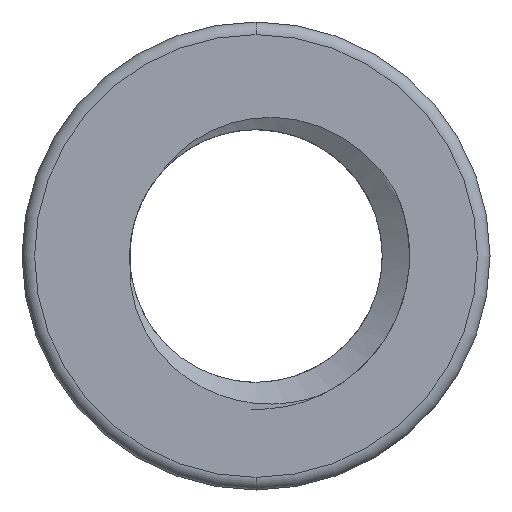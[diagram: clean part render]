
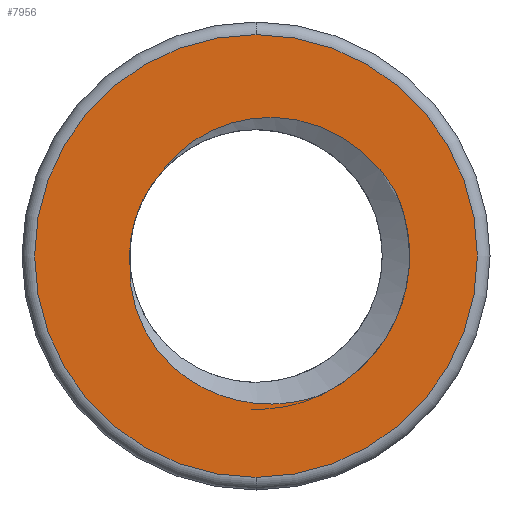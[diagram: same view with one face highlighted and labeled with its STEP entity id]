
A CAD part, front view. The second image highlights one B-rep face of the part: STEP entity #7956.
In plain terms, the highlighted planar face has unit normal (0, -1, 0).
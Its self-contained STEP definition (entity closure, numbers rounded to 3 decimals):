
#172 = CARTESIAN_POINT ( 'NONE',  ( -1.504, 0., -0.222 ) ) ;
#223 = DIRECTION ( 'NONE',  ( 0., 0., -1. ) ) ;
#304 = CARTESIAN_POINT ( 'NONE',  ( 1.644, 0., 0.791 ) ) ;
#376 = CARTESIAN_POINT ( 'NONE',  ( 0.848, 0., 1.523 ) ) ;
#402 = CARTESIAN_POINT ( 'NONE',  ( -1.006, 0., -1.308 ) ) ;
#446 = CARTESIAN_POINT ( 'NONE',  ( -0.674, 0., -1.547 ) ) ;
#466 = CARTESIAN_POINT ( 'NONE',  ( 0.175, 0., 1.653 ) ) ;
#543 = EDGE_CURVE ( 'NONE', #8605, #1269, #6856, .T. ) ;
#553 = CARTESIAN_POINT ( 'NONE',  ( 1.191, 0., -1.403 ) ) ;
#639 = CARTESIAN_POINT ( 'NONE',  ( 1.644, 0., 0.791 ) ) ;
#753 = DIRECTION ( 'NONE',  ( 0., 0., -1. ) ) ;
#863 = CARTESIAN_POINT ( 'NONE',  ( 1.3, 0., 1.213 ) ) ;
#975 = CARTESIAN_POINT ( 'NONE',  ( 0., 0., 2.63 ) ) ;
#984 = CARTESIAN_POINT ( 'NONE',  ( 0., 0., 0. ) ) ;
#1114 = CARTESIAN_POINT ( 'NONE',  ( 0.518, 0., -1.747 ) ) ;
#1157 = CARTESIAN_POINT ( 'NONE',  ( 0.776, 0., -1.652 ) ) ;
#1165 = DIRECTION ( 'NONE',  ( 0., 0., 1. ) ) ;
#1269 = VERTEX_POINT ( 'NONE', #2526 ) ;
#1353 = ORIENTED_EDGE ( 'NONE', *, *, #543, .T. ) ;
#1387 = CARTESIAN_POINT ( 'NONE',  ( 0., 0., 0. ) ) ;
#1398 = ORIENTED_EDGE ( 'NONE', *, *, #3299, .T. ) ;
#1419 = B_SPLINE_CURVE_WITH_KNOTS ( 'NONE', 3,
 ( #4231, #4272, #7017, #863, #3600, #376, #8699, #466, #5255, #8660, #7149, #6569, #3868, #5844, #2440, #1773 ),
 .UNSPECIFIED., .F., .F.,
 ( 4, 2, 2, 2, 2, 2, 2, 4 ),
 ( 0., 0., 0.001, 0.002, 0.002, 0.002, 0.003, 0.003 ),
 .UNSPECIFIED. ) ;
#1773 = CARTESIAN_POINT ( 'NONE',  ( -1.123, 0., 0.995 ) ) ;
#1832 = CARTESIAN_POINT ( 'NONE',  ( -0.164, 0., -1.732 ) ) ;
#1835 = AXIS2_PLACEMENT_3D ( 'NONE', #1387, #7574, #753 ) ;
#1880 = VERTEX_POINT ( 'NONE', #5188 ) ;
#1894 = EDGE_LOOP ( 'NONE', ( #2772, #6414, #7051, #4261 ) ) ;
#1939 = B_SPLINE_CURVE_WITH_KNOTS ( 'NONE', 3,
 ( #8793, #8753, #553, #8669, #5441, #6032, #8708, #3376, #6756, #1948, #8122, #8001, #7420, #639 ),
 .UNSPECIFIED., .F., .F.,
 ( 4, 2, 2, 2, 2, 2, 4 ),
 ( 0., 0.001, 0.001, 0.001, 0.002, 0.002, 0.003 ),
 .UNSPECIFIED. ) ;
#1948 = CARTESIAN_POINT ( 'NONE',  ( 1.823, 0., -0.144 ) ) ;
#2248 = B_SPLINE_CURVE_WITH_KNOTS ( 'NONE', 3,
 ( #6324, #172, #2465, #2506, #4475, #4520, #5873, #402, #7269, #446, #5191, #2546, #1832, #8602, #1114, #1157 ),
 .UNSPECIFIED., .F., .F.,
 ( 4, 2, 2, 2, 2, 2, 2, 4 ),
 ( 0., 0., 0.001, 0.001, 0.002, 0.002, 0.002, 0.003 ),
 .UNSPECIFIED. ) ;
#2440 = CARTESIAN_POINT ( 'NONE',  ( -1.043, 0., 1.108 ) ) ;
#2465 = CARTESIAN_POINT ( 'NONE',  ( -1.492, 0., -0.357 ) ) ;
#2506 = CARTESIAN_POINT ( 'NONE',  ( -1.435, 0., -0.622 ) ) ;
#2526 = CARTESIAN_POINT ( 'NONE',  ( 0., 0., -2.63 ) ) ;
#2546 = CARTESIAN_POINT ( 'NONE',  ( -0.297, 0., -1.701 ) ) ;
#2712 = CARTESIAN_POINT ( 'NONE',  ( -1.498, 0., -0.085 ) ) ;
#2759 = FACE_BOUND ( 'NONE', #1894, .T. ) ;
#2772 = ORIENTED_EDGE ( 'NONE', *, *, #4646, .F. ) ;
#3299 = EDGE_CURVE ( 'NONE', #1269, #8605, #3990, .T. ) ;
#3376 = CARTESIAN_POINT ( 'NONE',  ( 1.76, 0., -0.498 ) ) ;
#3550 = EDGE_CURVE ( 'NONE', #8040, #6920, #8572, .T. ) ;
#3600 = CARTESIAN_POINT ( 'NONE',  ( 1.192, 0., 1.301 ) ) ;
#3868 = CARTESIAN_POINT ( 'NONE',  ( -0.733, 0., 1.381 ) ) ;
#3990 = CIRCLE ( 'NONE', #5128, 2.63 ) ;
#4102 = DIRECTION ( 'NONE',  ( 0., -1., 0. ) ) ;
#4231 = CARTESIAN_POINT ( 'NONE',  ( 1.644, 0., 0.791 ) ) ;
#4261 = ORIENTED_EDGE ( 'NONE', *, *, #3550, .T. ) ;
#4272 = CARTESIAN_POINT ( 'NONE',  ( 1.573, 0., 0.91 ) ) ;
#4475 = CARTESIAN_POINT ( 'NONE',  ( -1.389, 0., -0.752 ) ) ;
#4520 = CARTESIAN_POINT ( 'NONE',  ( -1.265, 0., -0.992 ) ) ;
#4646 = EDGE_CURVE ( 'NONE', #5195, #6920, #1419, .T. ) ;
#4721 = DIRECTION ( 'NONE',  ( 0., 0., -1. ) ) ;
#5128 = AXIS2_PLACEMENT_3D ( 'NONE', #8297, #6374, #223 ) ;
#5153 = AXIS2_PLACEMENT_3D ( 'NONE', #6124, #4102, #4721 ) ;
#5188 = CARTESIAN_POINT ( 'NONE',  ( 0.776, 0., -1.652 ) ) ;
#5191 = CARTESIAN_POINT ( 'NONE',  ( -0.553, 0., -1.608 ) ) ;
#5195 = VERTEX_POINT ( 'NONE', #304 ) ;
#5255 = CARTESIAN_POINT ( 'NONE',  ( 0.036, 0., 1.648 ) ) ;
#5273 = AXIS2_PLACEMENT_3D ( 'NONE', #984, #8610, #1165 ) ;
#5441 = CARTESIAN_POINT ( 'NONE',  ( 1.505, 0., -1.038 ) ) ;
#5844 = CARTESIAN_POINT ( 'NONE',  ( -0.948, 0., 1.209 ) ) ;
#5873 = CARTESIAN_POINT ( 'NONE',  ( -1.187, 0., -1.106 ) ) ;
#6032 = CARTESIAN_POINT ( 'NONE',  ( 1.628, 0., -0.833 ) ) ;
#6124 = CARTESIAN_POINT ( 'NONE',  ( 0., 0., 0. ) ) ;
#6324 = CARTESIAN_POINT ( 'NONE',  ( -1.498, 0., -0.085 ) ) ;
#6374 = DIRECTION ( 'NONE',  ( 0., -1., 0. ) ) ;
#6414 = ORIENTED_EDGE ( 'NONE', *, *, #6801, .F. ) ;
#6569 = CARTESIAN_POINT ( 'NONE',  ( -0.617, 0., 1.451 ) ) ;
#6756 = CARTESIAN_POINT ( 'NONE',  ( 1.789, 0., -0.38 ) ) ;
#6801 = EDGE_CURVE ( 'NONE', #1880, #5195, #1939, .T. ) ;
#6839 = EDGE_LOOP ( 'NONE', ( #1398, #1353 ) ) ;
#6856 = CIRCLE ( 'NONE', #1835, 2.63 ) ;
#6920 = VERTEX_POINT ( 'NONE', #7139 ) ;
#7017 = CARTESIAN_POINT ( 'NONE',  ( 1.49, 0., 1.017 ) ) ;
#7051 = ORIENTED_EDGE ( 'NONE', *, *, #7672, .F. ) ;
#7139 = CARTESIAN_POINT ( 'NONE',  ( -1.123, 0., 0.995 ) ) ;
#7149 = CARTESIAN_POINT ( 'NONE',  ( -0.366, 0., 1.563 ) ) ;
#7269 = CARTESIAN_POINT ( 'NONE',  ( -0.902, 0., -1.396 ) ) ;
#7385 = FACE_OUTER_BOUND ( 'NONE', #6839, .T. ) ;
#7420 = CARTESIAN_POINT ( 'NONE',  ( 1.749, 0., 0.573 ) ) ;
#7514 = PLANE ( 'NONE',  #5153 ) ;
#7574 = DIRECTION ( 'NONE',  ( 0., -1., 0. ) ) ;
#7672 = EDGE_CURVE ( 'NONE', #8040, #1880, #2248, .T. ) ;
#7956 = ADVANCED_FACE ( 'NONE', ( #7385, #2759 ), #7514, .T. ) ;
#8001 = CARTESIAN_POINT ( 'NONE',  ( 1.809, 0., 0.339 ) ) ;
#8040 = VERTEX_POINT ( 'NONE', #2712 ) ;
#8122 = CARTESIAN_POINT ( 'NONE',  ( 1.829, 0., -0.023 ) ) ;
#8297 = CARTESIAN_POINT ( 'NONE',  ( 0., 0., 0. ) ) ;
#8572 = CIRCLE ( 'NONE', #5273, 1.5 ) ;
#8602 = CARTESIAN_POINT ( 'NONE',  ( 0.239, 0., -1.779 ) ) ;
#8605 = VERTEX_POINT ( 'NONE', #975 ) ;
#8610 = DIRECTION ( 'NONE',  ( 0., 1., 0. ) ) ;
#8660 = CARTESIAN_POINT ( 'NONE',  ( -0.233, 0., 1.602 ) ) ;
#8669 = CARTESIAN_POINT ( 'NONE',  ( 1.433, 0., -1.137 ) ) ;
#8699 = CARTESIAN_POINT ( 'NONE',  ( 0.583, 0., 1.618 ) ) ;
#8708 = CARTESIAN_POINT ( 'NONE',  ( 1.679, 0., -0.725 ) ) ;
#8753 = CARTESIAN_POINT ( 'NONE',  ( 0.995, 0., -1.549 ) ) ;
#8793 = CARTESIAN_POINT ( 'NONE',  ( 0.776, 0., -1.652 ) ) ;
